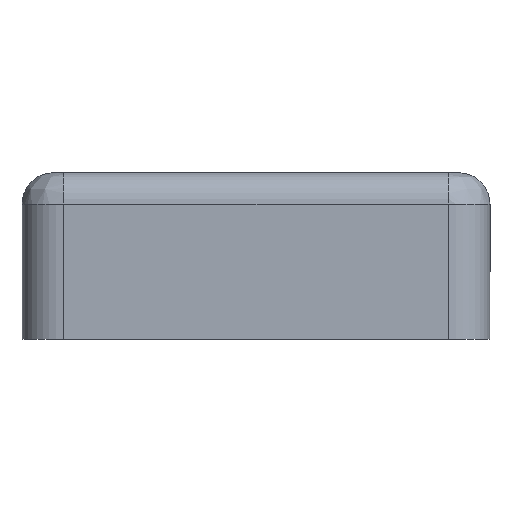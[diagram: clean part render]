
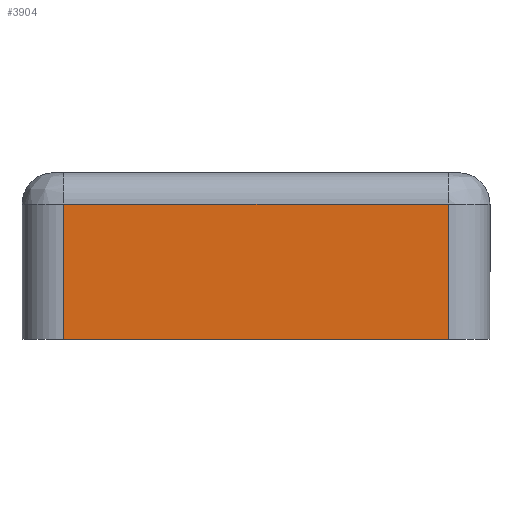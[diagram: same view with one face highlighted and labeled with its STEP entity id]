
A CAD part, left-side view. The second image highlights one B-rep face of the part: STEP entity #3904.
In plain terms, the highlighted planar face has unit normal (-1, 0, 0).
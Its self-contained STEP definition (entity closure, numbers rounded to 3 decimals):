
#501 = LINE ( 'NONE', #5754, #9816 ) ;
#550 = VERTEX_POINT ( 'NONE', #7211 ) ;
#898 = VERTEX_POINT ( 'NONE', #4268 ) ;
#911 = EDGE_CURVE ( 'NONE', #7893, #6275, #501, .T. ) ;
#1824 = LINE ( 'NONE', #8004, #5846 ) ;
#1853 = EDGE_CURVE ( 'NONE', #898, #550, #4636, .T. ) ;
#2088 = CARTESIAN_POINT ( 'NONE',  ( -45., -18.5, 13. ) ) ;
#3077 = FACE_OUTER_BOUND ( 'NONE', #6218, .T. ) ;
#3305 = ORIENTED_EDGE ( 'NONE', *, *, #3580, .F. ) ;
#3313 = VECTOR ( 'NONE', #7789, 1000. ) ;
#3527 = CARTESIAN_POINT ( 'NONE',  ( -45., 22.5, 16. ) ) ;
#3580 = EDGE_CURVE ( 'NONE', #550, #7893, #1824, .T. ) ;
#3648 = DIRECTION ( 'NONE',  ( 0., 0., 1. ) ) ;
#3904 = ADVANCED_FACE ( 'NONE', ( #3077 ), #4207, .F. ) ;
#4127 = EDGE_CURVE ( 'NONE', #6275, #898, #5487, .T. ) ;
#4207 = PLANE ( 'NONE',  #6967 ) ;
#4268 = CARTESIAN_POINT ( 'NONE',  ( -45., 18.5, 0. ) ) ;
#4347 = DIRECTION ( 'NONE',  ( 0., 0., -1. ) ) ;
#4636 = LINE ( 'NONE', #7892, #6752 ) ;
#5344 = ORIENTED_EDGE ( 'NONE', *, *, #911, .F. ) ;
#5487 = LINE ( 'NONE', #8527, #3313 ) ;
#5754 = CARTESIAN_POINT ( 'NONE',  ( -45., -18.5, 16. ) ) ;
#5846 = VECTOR ( 'NONE', #8797, 1000. ) ;
#6218 = EDGE_LOOP ( 'NONE', ( #3305, #7392, #6745, #5344 ) ) ;
#6275 = VERTEX_POINT ( 'NONE', #7048 ) ;
#6745 = ORIENTED_EDGE ( 'NONE', *, *, #4127, .F. ) ;
#6752 = VECTOR ( 'NONE', #3648, 1000. ) ;
#6967 = AXIS2_PLACEMENT_3D ( 'NONE', #3527, #9081, #4347 ) ;
#7048 = CARTESIAN_POINT ( 'NONE',  ( -45., -18.5, 0. ) ) ;
#7211 = CARTESIAN_POINT ( 'NONE',  ( -45., 18.5, 13. ) ) ;
#7265 = DIRECTION ( 'NONE',  ( 0., 0., -1. ) ) ;
#7392 = ORIENTED_EDGE ( 'NONE', *, *, #1853, .F. ) ;
#7789 = DIRECTION ( 'NONE',  ( 0., 1., 0. ) ) ;
#7892 = CARTESIAN_POINT ( 'NONE',  ( -45., 18.5, 16. ) ) ;
#7893 = VERTEX_POINT ( 'NONE', #2088 ) ;
#8004 = CARTESIAN_POINT ( 'NONE',  ( -45., -22.5, 13. ) ) ;
#8527 = CARTESIAN_POINT ( 'NONE',  ( -45., 22.5, 0. ) ) ;
#8797 = DIRECTION ( 'NONE',  ( 0., -1., 0. ) ) ;
#9081 = DIRECTION ( 'NONE',  ( 1., 0., 0. ) ) ;
#9816 = VECTOR ( 'NONE', #7265, 1000. ) ;
